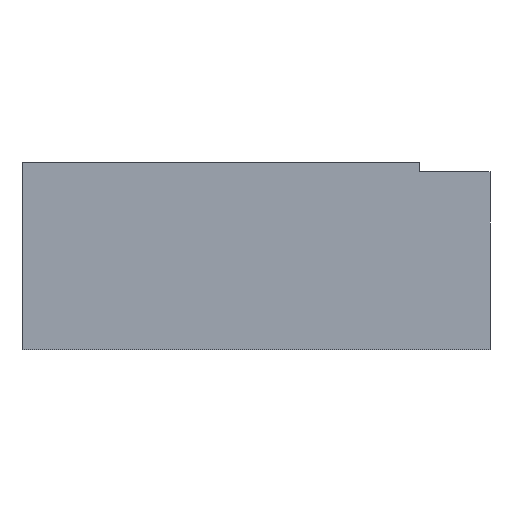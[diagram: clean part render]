
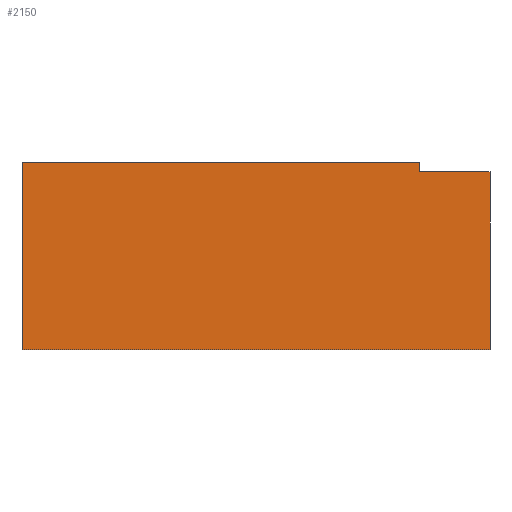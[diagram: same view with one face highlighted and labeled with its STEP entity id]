
A CAD part, front view. The second image highlights one B-rep face of the part: STEP entity #2150.
In plain terms, the highlighted planar face has unit normal (0, -1, 0).
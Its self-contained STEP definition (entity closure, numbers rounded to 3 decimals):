
#314=FACE_OUTER_BOUND('',#440,.T.);
#440=EDGE_LOOP('',(#1965,#1966,#1967,#1968,#1969,#1970));
#619=LINE('',#4063,#815);
#629=LINE('',#4101,#825);
#630=LINE('',#4105,#826);
#637=LINE('',#4118,#833);
#638=LINE('',#4121,#834);
#639=LINE('',#4122,#835);
#815=VECTOR('',#2504,10.);
#825=VECTOR('',#2546,10.);
#826=VECTOR('',#2551,10.);
#833=VECTOR('',#2562,10.);
#834=VECTOR('',#2565,10.);
#835=VECTOR('',#2566,10.);
#1025=VERTEX_POINT('',#4061);
#1026=VERTEX_POINT('',#4062);
#1038=VERTEX_POINT('',#4098);
#1039=VERTEX_POINT('',#4104);
#1043=VERTEX_POINT('',#4116);
#1044=VERTEX_POINT('',#4120);
#1327=EDGE_CURVE('',#1025,#1026,#619,.T.);
#1345=EDGE_CURVE('',#1038,#1026,#629,.T.);
#1346=EDGE_CURVE('',#1038,#1039,#630,.T.);
#1353=EDGE_CURVE('',#1043,#1039,#637,.T.);
#1354=EDGE_CURVE('',#1044,#1043,#638,.T.);
#1355=EDGE_CURVE('',#1044,#1025,#639,.T.);
#1965=ORIENTED_EDGE('',*,*,#1354,.T.);
#1966=ORIENTED_EDGE('',*,*,#1353,.T.);
#1967=ORIENTED_EDGE('',*,*,#1346,.F.);
#1968=ORIENTED_EDGE('',*,*,#1345,.T.);
#1969=ORIENTED_EDGE('',*,*,#1327,.F.);
#1970=ORIENTED_EDGE('',*,*,#1355,.F.);
#2035=PLANE('',#2233);
#2150=ADVANCED_FACE('',(#314),#2035,.T.);
#2233=AXIS2_PLACEMENT_3D('',#4119,#2563,#2564);
#2504=DIRECTION('',(1.,0.,0.));
#2546=DIRECTION('',(0.,0.,1.));
#2551=DIRECTION('',(1.,0.,0.));
#2562=DIRECTION('',(0.,0.,1.));
#2563=DIRECTION('center_axis',(0.,-1.,0.));
#2564=DIRECTION('ref_axis',(1.,0.,0.));
#2565=DIRECTION('',(1.,0.,0.));
#2566=DIRECTION('',(0.,0.,1.));
#4061=CARTESIAN_POINT('',(0.,0.,8.));
#4062=CARTESIAN_POINT('',(17.,0.,8.));
#4063=CARTESIAN_POINT('',(17.,0.,8.));
#4098=CARTESIAN_POINT('',(17.,0.,7.6));
#4101=CARTESIAN_POINT('',(17.,0.,7.6));
#4104=CARTESIAN_POINT('',(20.,0.,7.6));
#4105=CARTESIAN_POINT('',(0.,0.,7.6));
#4116=CARTESIAN_POINT('',(20.,0.,0.));
#4118=CARTESIAN_POINT('',(20.,0.,0.));
#4119=CARTESIAN_POINT('Origin',(0.,0.,0.));
#4120=CARTESIAN_POINT('',(0.,0.,0.));
#4121=CARTESIAN_POINT('',(0.,0.,0.));
#4122=CARTESIAN_POINT('',(0.,0.,0.));
